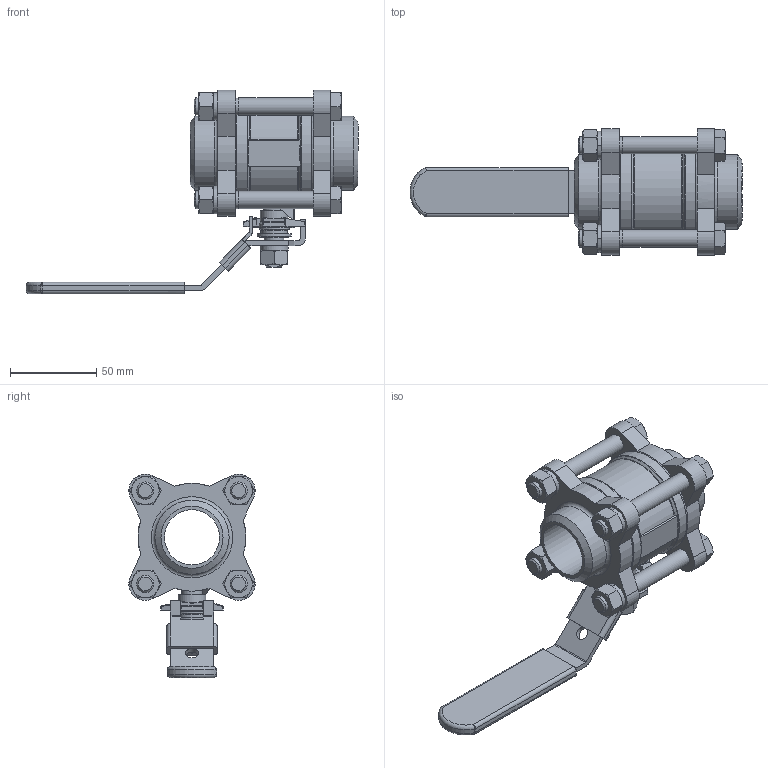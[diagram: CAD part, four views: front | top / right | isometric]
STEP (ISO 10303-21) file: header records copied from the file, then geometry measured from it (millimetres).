
FILE_DESCRIPTION(('STEP AP214'),'1');
FILE_NAME('11-4.stp','2020-09-04T01:35:03',(' '),(' '),'Spatial InterOp 3D',' ',' ');
FILE_SCHEMA(('AUTOMOTIVE_DESIGN { 1 0 10303 214 1 1 1 1 }'));
Length unit declared in the file: millimetre
Products named in the file (22): 3PC____ 11/4; 阀体; 对焊阀盖; 阀杆; 格兰; 手柄套; 手柄; 锁扣; 螺母 ： 标准 - M10.0 x 8.4; 垫圈 ： 单圈弹簧 - M10.0 x 2.6; 螺栓 ： 六角头 - M10.0 x 79.0
Assembly tree (21 placements, depth 2):
  3PC____ 11/4
    阀体
    对焊阀盖
    阀杆
    格兰
    手柄套
    手柄
    锁扣
    螺母 ： 标准 - M10.0 x 8.4
    垫圈 ： 单圈弹簧 - M10.0 x 2.6
    螺栓 ： 六角头 - M10.0 x 79.0
    螺栓 ： 六角头 - M10.0 x 79.0
    螺栓 ： 六角头 - M10.0 x 79.0
    螺母 ： 标准 - M10.0 x 8.4
    螺母 ： 标准 - M10.0 x 8.4
    螺母 ： 标准 - M10.0 x 8.4
    螺母 ： 标准 - M10.0 x 8.4
    垫圈 ： 单圈弹簧 - M10.0 x 2.6
    垫圈 ： 单圈弹簧 - M10.0 x 2.6
    垫圈 ： 单圈弹簧 - M10.0 x 2.6
    垫圈 ： 单圈弹簧 - M10.0 x 2.6
    螺栓 ： 六角头 - M10.0 x 79.0
Bounding box: 192.36 x 73.03 x 117.92 mm (x, y, z)
Volume: 191558.3 mm3; surface area: 97228.4 mm2
Topology: 22 solids, 23 shells, 754 faces, 1866 edges, 1171 vertices
Faces by surface type: plane 468, cylinder 119, cone 112, bspline 23, torus 16, sphere 16
Full cylindrical faces by diameter (mm): 7.5 x1, 10 x9, 10.5 x8, 11.5 x1, 12 x2, 15 x1, 15.5 x1, 15.951 x1, 16 x1, 17.463 x1, 19.63 x1, 24 x1, 32 x2, 43 x2, 51.5 x1, 52.1 x2, 56.1 x2, 62.5 x2
Entity records: 32159 total; most frequent: CARTESIAN_POINT 8637, ORIENTED_EDGE 3532, DIRECTION 3348, EDGE_CURVE 1766, VERTEX_POINT 1154, AXIS2_PLACEMENT_3D 1124, LINE 1100, VECTOR 1100
